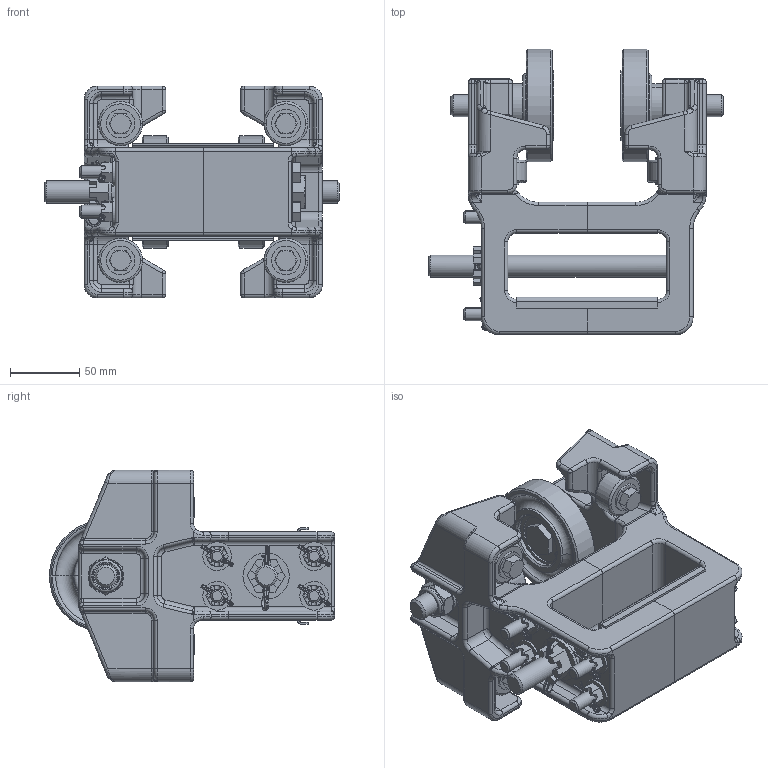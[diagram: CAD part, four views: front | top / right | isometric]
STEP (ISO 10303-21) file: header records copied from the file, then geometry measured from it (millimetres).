
FILE_DESCRIPTION((''),'2;1');
FILE_NAME('10230.stp','2011-03-30T13:57:19',('jholman'),(''),'Autodesk Inventor 2011','Autodesk Inventor 2011','');
FILE_SCHEMA(('AUTOMOTIVE_DESIGN { 1 0 10303 214 1 1 1 1 }'));
Length unit declared in the file: inch
Products named in the file (23): 10230; 3D11U5B4D; 3D113HB4C; 3D1167B4C; 3D11A6B4A; 3D11W6B4B; 3D11K7B4B; 3D11Q6B4B; 3D1144G4A; Type A - Plain Washer (Inch) 5/8 - narrow - Type A; 3D1134G4A; Hex Cap Screw - UNC (Regular Thread - Inch) 5/8-11 UNC - 7; 3D1124B4A; 3D11X2B4A; 3D1149B4C; 3D112HB4B; 3D11X6B4A; 3D1153B4A; Hex Bolt - Inch 3/8-16 UNC - 2; Hex Nut - UNC (Regular Thread - Inch) 3/8 - 16; 3D1113B4B; Pin - Cotter - Extended Prong Square Cut Type (Inch)  ANSI B18.8.1 3/32 x 3/4 Extended Prong Square Cut Type; Slotted Hex Nut - UNC (Regular Thread - Inch) 3/8 - 16
Assembly tree (47 placements, depth 3):
  10230
    3D11U5B4D  x2
    3D113HB4C  x2
      3D1167B4C
      3D11A6B4A
      3D11W6B4B
      3D11K7B4B
      3D11Q6B4B
    3D1144G4A  x2
    Type A - Plain Washer (Inch) 5/8 - narrow - Type A  x2
    3D1134G4A  x2
    Hex Cap Screw - UNC (Regular Thread - Inch) 5/8-11 UNC - 7
    3D1124B4A
    3D11X2B4A
    3D1149B4C
    3D112HB4B  x4
      3D11X6B4A
      3D1153B4A
      Hex Bolt - Inch 3/8-16 UNC - 2
    Hex Nut - UNC (Regular Thread - Inch) 3/8 - 16  x4
    3D1113B4B  x4
    Pin - Cotter - Extended Prong Square Cut Type (Inch)  ANSI B18.8.1 3/32 x 3/4 Extended Prong Square Cut Type  x4
    Slotted Hex Nut - UNC (Regular Thread - Inch) 3/8 - 16  x4
    3D1153B4A  x4
Bounding box: 212.43 x 205.44 x 152.4 mm (x, y, z)
Volume: 1166362 mm3; surface area: 340950.9 mm2
Topology: 58 solids, 58 shells, 2309 faces, 5373 edges, 3113 vertices
Faces by surface type: cylinder 715, plane 585, bspline 402, torus 290, cone 209, sphere 108
Full cylindrical faces by diameter (mm): 3.969 x1, 7.798 x8, 9.525 x8, 9.855 x4, 10.319 x8, 13.386 x2, 14.275 x4, 14.351 x2, 15.862 x2, 15.875 x1, 16.272 x4, 16.612 x2, 16.662 x2, 16.98 x2, 17.374 x2, 21.431 x1, 23.114 x2, 25.4 x2, 33.325 x2, 40.005 x2
Entity records: 32400 total; most frequent: CARTESIAN_POINT 10092, DIRECTION 4627, ORIENTED_EDGE 4412, EDGE_CURVE 2206, AXIS2_PLACEMENT_3D 1930, VERTEX_POINT 1325, EDGE_LOOP 1067, CIRCLE 1025
